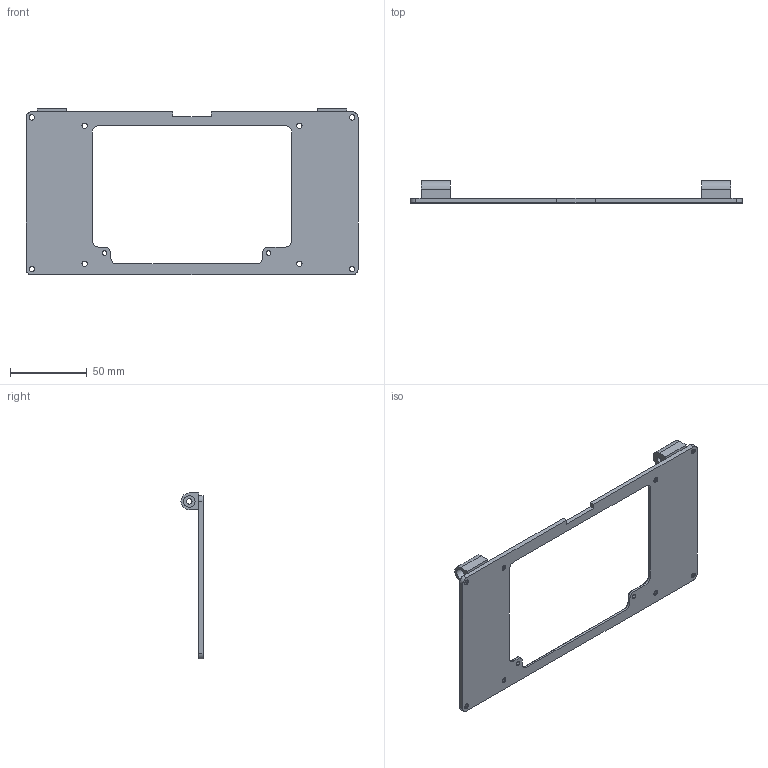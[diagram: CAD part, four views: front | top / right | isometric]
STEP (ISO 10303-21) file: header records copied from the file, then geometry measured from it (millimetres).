
FILE_DESCRIPTION (( 'STEP AP214' ), '1' );
FILE_NAME ('base_top.STEP', '2023-10-30T15:12:30', ( '' ), ( '' ), '', '', '' );
FILE_SCHEMA (( 'AUTOMOTIVE_DESIGN' ));
Length unit declared in the file: millimetre
Products named in the file (1): base_top
Bounding box: 216.5 x 14.5 x 108.25 mm (x, y, z)
Volume: 37313 mm3; surface area: 28034.7 mm2
Topology: 1 solids, 1 shells, 104 faces, 264 edges, 164 vertices
Faces by surface type: cylinder 42, plane 38, cone 24
Entity records: 3203 total; most frequent: DIRECTION 582, CARTESIAN_POINT 533, ORIENTED_EDGE 528, EDGE_CURVE 264, AXIS2_PLACEMENT_3D 213, VERTEX_POINT 164, LINE 156, VECTOR 156
